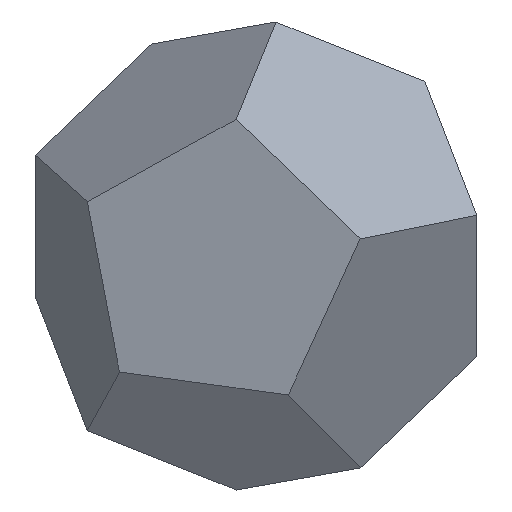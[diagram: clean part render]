
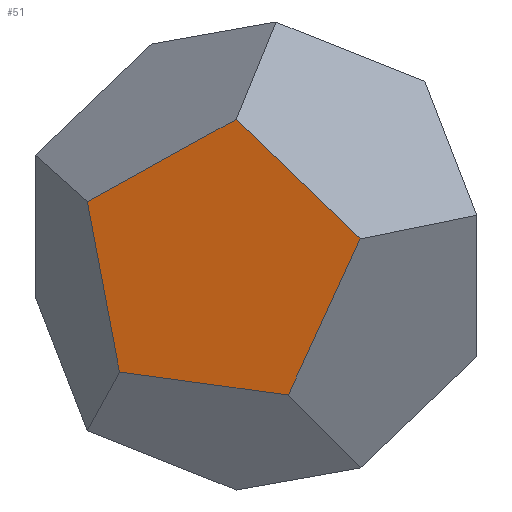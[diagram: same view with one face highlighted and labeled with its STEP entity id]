
A CAD part, isometric view. The second image highlights one B-rep face of the part: STEP entity #51.
In plain terms, the highlighted planar face has unit normal (-0.724, -0.447, 0.526).
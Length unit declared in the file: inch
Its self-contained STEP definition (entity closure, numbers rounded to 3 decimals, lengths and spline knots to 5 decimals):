
#2 = CARTESIAN_POINT ( 'NONE',  ( -0.76942, 1.11352, 1.05902 ) ) ;
#7 = LINE ( 'NONE', #197, #390 ) ;
#11 = DIRECTION ( 'NONE',  ( -0.724, -0.447, 0.526 ) ) ;
#12 = EDGE_CURVE ( 'NONE', #377, #179, #214, .T. ) ;
#14 = CARTESIAN_POINT ( 'NONE',  ( -0.26287, 0., 0.80902 ) ) ;
#26 = PLANE ( 'NONE',  #95 ) ;
#38 = DIRECTION ( 'NONE',  ( 0.162, -0.851, -0.5 ) ) ;
#51 = ADVANCED_FACE ( 'NONE', ( #311 ), #26, .T. ) ;
#55 = VECTOR ( 'NONE', #38, 39.37008 ) ;
#65 = CARTESIAN_POINT ( 'NONE',  ( -0.85065, 0., 0. ) ) ;
#67 = DIRECTION ( 'NONE',  ( 0.588, 0., 0.809 ) ) ;
#95 = AXIS2_PLACEMENT_3D ( 'NONE', #132, #11, #257 ) ;
#100 = LINE ( 'NONE', #136, #55 ) ;
#114 = EDGE_CURVE ( 'NONE', #179, #212, #100, .T. ) ;
#119 = ORIENTED_EDGE ( 'NONE', *, *, #114, .F. ) ;
#120 = EDGE_CURVE ( 'NONE', #341, #377, #7, .T. ) ;
#122 = ORIENTED_EDGE ( 'NONE', *, *, #169, .T. ) ;
#132 = CARTESIAN_POINT ( 'NONE',  ( -0.85065, 0., 0. ) ) ;
#136 = CARTESIAN_POINT ( 'NONE',  ( -0.26287, 0., 0.80902 ) ) ;
#157 = CARTESIAN_POINT ( 'NONE',  ( -1.37638, 0.85065, 0. ) ) ;
#169 = EDGE_CURVE ( 'NONE', #303, #212, #354, .T. ) ;
#172 = DIRECTION ( 'NONE',  ( 0.526, -0.851, 0. ) ) ;
#174 = VECTOR ( 'NONE', #185, 39.37008 ) ;
#177 = ORIENTED_EDGE ( 'NONE', *, *, #261, .T. ) ;
#179 = VERTEX_POINT ( 'NONE', #193 ) ;
#185 = DIRECTION ( 'NONE',  ( 0.688, -0.526, 0.5 ) ) ;
#193 = CARTESIAN_POINT ( 'NONE',  ( -0.42533, 0.85065, 1.30902 ) ) ;
#197 = CARTESIAN_POINT ( 'NONE',  ( -1.45761, 0.68819, -0.25 ) ) ;
#212 = VERTEX_POINT ( 'NONE', #14 ) ;
#214 = LINE ( 'NONE', #2, #174 ) ;
#231 = CARTESIAN_POINT ( 'NONE',  ( -0.85065, 0., 0. ) ) ;
#237 = LINE ( 'NONE', #231, #315 ) ;
#242 = ORIENTED_EDGE ( 'NONE', *, *, #120, .F. ) ;
#243 = CARTESIAN_POINT ( 'NONE',  ( -1.11352, 1.37638, 0.80902 ) ) ;
#257 = DIRECTION ( 'NONE',  ( 0.588, 0., 0.809 ) ) ;
#261 = EDGE_CURVE ( 'NONE', #341, #303, #237, .T. ) ;
#282 = EDGE_LOOP ( 'NONE', ( #397, #242, #177, #122, #119 ) ) ;
#286 = VECTOR ( 'NONE', #67, 39.37008 ) ;
#297 = CARTESIAN_POINT ( 'NONE',  ( -0.85065, 0., 0. ) ) ;
#303 = VERTEX_POINT ( 'NONE', #297 ) ;
#311 = FACE_OUTER_BOUND ( 'NONE', #282, .T. ) ;
#315 = VECTOR ( 'NONE', #172, 39.37008 ) ;
#341 = VERTEX_POINT ( 'NONE', #157 ) ;
#353 = DIRECTION ( 'NONE',  ( 0.263, 0.526, 0.809 ) ) ;
#354 = LINE ( 'NONE', #65, #286 ) ;
#377 = VERTEX_POINT ( 'NONE', #243 ) ;
#390 = VECTOR ( 'NONE', #353, 39.37008 ) ;
#397 = ORIENTED_EDGE ( 'NONE', *, *, #12, .F. ) ;
